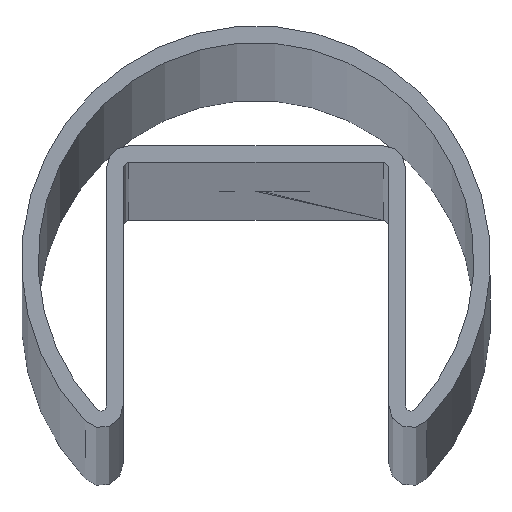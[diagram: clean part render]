
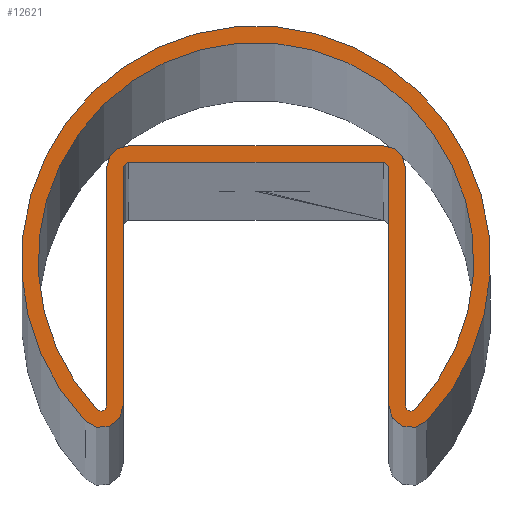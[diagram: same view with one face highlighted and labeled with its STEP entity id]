
A CAD part, top view. The second image highlights one B-rep face of the part: STEP entity #12621.
In plain terms, the highlighted planar face has unit normal (0, 0, 1).
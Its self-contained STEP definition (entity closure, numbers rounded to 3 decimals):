
#78 = DIRECTION ( 'NONE',  ( 0., 0., 1. ) ) ;
#243 = CARTESIAN_POINT ( 'NONE',  ( -12., 22.708, 1500. ) ) ;
#386 = LINE ( 'NONE', #15332, #788 ) ;
#779 = ORIENTED_EDGE ( 'NONE', *, *, #14772, .T. ) ;
#788 = VECTOR ( 'NONE', #16572, 1000. ) ;
#819 = CIRCLE ( 'NONE', #16513, 0.5 ) ;
#995 = CARTESIAN_POINT ( 'NONE',  ( -12., 1.208, 1500. ) ) ;
#1084 = CARTESIAN_POINT ( 'NONE',  ( -12., 1.208, 1500. ) ) ;
#1088 = AXIS2_PLACEMENT_3D ( 'NONE', #15206, #7464, #15163 ) ;
#1383 = EDGE_CURVE ( 'NONE', #3915, #16636, #1765, .T. ) ;
#1622 = DIRECTION ( 'NONE',  ( -1., 0., 0. ) ) ;
#1762 = LINE ( 'NONE', #3906, #7964 ) ;
#1765 = CIRCLE ( 'NONE', #16224, 2. ) ;
#2001 = LINE ( 'NONE', #1084, #15276 ) ;
#2041 = CARTESIAN_POINT ( 'NONE',  ( 14.365, 0.866, 1500. ) ) ;
#2169 = ORIENTED_EDGE ( 'NONE', *, *, #14650, .F. ) ;
#2417 = CIRCLE ( 'NONE', #7952, 0.5 ) ;
#2583 = CARTESIAN_POINT ( 'NONE',  ( 14., 1.208, 1500. ) ) ;
#2664 = PLANE ( 'NONE',  #9697 ) ;
#3051 = EDGE_CURVE ( 'NONE', #9783, #16278, #15820, .T. ) ;
#3319 = CARTESIAN_POINT ( 'NONE',  ( -14., 1.208, 1500. ) ) ;
#3453 = DIRECTION ( 'NONE',  ( -1., 0., 0. ) ) ;
#3553 = ORIENTED_EDGE ( 'NONE', *, *, #8486, .T. ) ;
#3569 = AXIS2_PLACEMENT_3D ( 'NONE', #11153, #8648, #3453 ) ;
#3582 = DIRECTION ( 'NONE',  ( 0., 0., -1. ) ) ;
#3691 = ORIENTED_EDGE ( 'NONE', *, *, #8184, .F. ) ;
#3736 = VERTEX_POINT ( 'NONE', #4432 ) ;
#3906 = CARTESIAN_POINT ( 'NONE',  ( 13.5, 1.208, 1500. ) ) ;
#3915 = VERTEX_POINT ( 'NONE', #12579 ) ;
#4156 = CARTESIAN_POINT ( 'NONE',  ( -11.5, 23.208, 1500. ) ) ;
#4213 = VERTEX_POINT ( 'NONE', #10471 ) ;
#4226 = EDGE_CURVE ( 'NONE', #9486, #4233, #12511, .T. ) ;
#4233 = VERTEX_POINT ( 'NONE', #8024 ) ;
#4432 = CARTESIAN_POINT ( 'NONE',  ( 11.5, 24.708, 1500. ) ) ;
#4590 = LINE ( 'NONE', #6673, #14058 ) ;
#5217 = DIRECTION ( 'NONE',  ( 0., -1., 0. ) ) ;
#5421 = DIRECTION ( 'NONE',  ( 0., 0., -1. ) ) ;
#5681 = CARTESIAN_POINT ( 'NONE',  ( 11.5, 23.208, 1500. ) ) ;
#5692 = AXIS2_PLACEMENT_3D ( 'NONE', #12344, #13537, #16122 ) ;
#6017 = DIRECTION ( 'NONE',  ( -1., 0., 0. ) ) ;
#6040 = CARTESIAN_POINT ( 'NONE',  ( -14.365, 0.866, 1500. ) ) ;
#6167 = CIRCLE ( 'NONE', #3569, 2. ) ;
#6262 = DIRECTION ( 'NONE',  ( -1., 0., 0. ) ) ;
#6294 = CARTESIAN_POINT ( 'NONE',  ( 15.458, -0.161, 1500. ) ) ;
#6371 = DIRECTION ( 'NONE',  ( 0., 0., -1. ) ) ;
#6471 = CARTESIAN_POINT ( 'NONE',  ( -14., 1.208, 1500. ) ) ;
#6507 = ORIENTED_EDGE ( 'NONE', *, *, #14577, .F. ) ;
#6673 = CARTESIAN_POINT ( 'NONE',  ( 12., 1.208, 1500. ) ) ;
#6927 = EDGE_CURVE ( 'NONE', #16278, #6946, #7377, .T. ) ;
#6946 = VERTEX_POINT ( 'NONE', #6040 ) ;
#7100 = CARTESIAN_POINT ( 'NONE',  ( 13.5, 1.208, 1500. ) ) ;
#7120 = DIRECTION ( 'NONE',  ( -1., 0., 0. ) ) ;
#7185 = VECTOR ( 'NONE', #10176, 1000. ) ;
#7270 = AXIS2_PLACEMENT_3D ( 'NONE', #15595, #13077, #10416 ) ;
#7366 = VECTOR ( 'NONE', #12996, 1000. ) ;
#7377 = CIRCLE ( 'NONE', #5692, 19.7 ) ;
#7448 = CARTESIAN_POINT ( 'NONE',  ( 14., 1.208, 1500. ) ) ;
#7464 = DIRECTION ( 'NONE',  ( 0., 0., 1. ) ) ;
#7613 = ORIENTED_EDGE ( 'NONE', *, *, #3051, .F. ) ;
#7924 = ORIENTED_EDGE ( 'NONE', *, *, #6927, .F. ) ;
#7952 = AXIS2_PLACEMENT_3D ( 'NONE', #15221, #3582, #6262 ) ;
#7958 = LINE ( 'NONE', #4156, #7366 ) ;
#7964 = VECTOR ( 'NONE', #5217, 1000. ) ;
#8024 = CARTESIAN_POINT ( 'NONE',  ( -15.458, -0.161, 1500. ) ) ;
#8095 = EDGE_CURVE ( 'NONE', #4233, #12853, #16634, .T. ) ;
#8184 = EDGE_CURVE ( 'NONE', #6946, #15220, #15234, .T. ) ;
#8206 = FACE_OUTER_BOUND ( 'NONE', #14226, .T. ) ;
#8213 = EDGE_CURVE ( 'NONE', #3736, #13588, #6167, .T. ) ;
#8321 = CARTESIAN_POINT ( 'NONE',  ( 13.5, 22.708, 1500. ) ) ;
#8486 = EDGE_CURVE ( 'NONE', #10967, #14041, #7958, .T. ) ;
#8648 = DIRECTION ( 'NONE',  ( 0., 0., -1. ) ) ;
#8763 = CIRCLE ( 'NONE', #9674, 2. ) ;
#9151 = DIRECTION ( 'NONE',  ( -1., 0., 0. ) ) ;
#9486 = VERTEX_POINT ( 'NONE', #6294 ) ;
#9636 = CARTESIAN_POINT ( 'NONE',  ( 12., 1.208, 1500. ) ) ;
#9658 = CARTESIAN_POINT ( 'NONE',  ( -13.5, 1.208, 1500. ) ) ;
#9674 = AXIS2_PLACEMENT_3D ( 'NONE', #7448, #11190, #6017 ) ;
#9697 = AXIS2_PLACEMENT_3D ( 'NONE', #6471, #6371, #14329 ) ;
#9777 = ORIENTED_EDGE ( 'NONE', *, *, #1383, .F. ) ;
#9783 = VERTEX_POINT ( 'NONE', #7100 ) ;
#9866 = EDGE_CURVE ( 'NONE', #16610, #9486, #8763, .T. ) ;
#10036 = LINE ( 'NONE', #16602, #7185 ) ;
#10176 = DIRECTION ( 'NONE',  ( 1., 0., 0. ) ) ;
#10416 = DIRECTION ( 'NONE',  ( 1., 0., 0. ) ) ;
#10421 = DIRECTION ( 'NONE',  ( 0., -1., 0. ) ) ;
#10471 = CARTESIAN_POINT ( 'NONE',  ( 12., 22.708, 1500. ) ) ;
#10663 = CARTESIAN_POINT ( 'NONE',  ( -11.5, 22.708, 1500. ) ) ;
#10914 = DIRECTION ( 'NONE',  ( 0., 0., 1. ) ) ;
#10931 = CARTESIAN_POINT ( 'NONE',  ( -11.5, 24.708, 1500. ) ) ;
#10967 = VERTEX_POINT ( 'NONE', #12719 ) ;
#11153 = CARTESIAN_POINT ( 'NONE',  ( 11.5, 22.708, 1500. ) ) ;
#11190 = DIRECTION ( 'NONE',  ( 0., 0., 1. ) ) ;
#11501 = AXIS2_PLACEMENT_3D ( 'NONE', #2583, #78, #11636 ) ;
#11562 = ORIENTED_EDGE ( 'NONE', *, *, #12880, .F. ) ;
#11580 = EDGE_LOOP ( 'NONE', ( #6507, #3691, #7924, #7613, #2169, #14200, #11562, #9777 ) ) ;
#11618 = ORIENTED_EDGE ( 'NONE', *, *, #8095, .T. ) ;
#11636 = DIRECTION ( 'NONE',  ( 1., 0., 0. ) ) ;
#11663 = FACE_BOUND ( 'NONE', #11580, .T. ) ;
#12241 = EDGE_CURVE ( 'NONE', #14206, #10967, #819, .T. ) ;
#12344 = CARTESIAN_POINT ( 'NONE',  ( 0., 14.347, 1500. ) ) ;
#12510 = EDGE_CURVE ( 'NONE', #14041, #4213, #2417, .T. ) ;
#12511 = CIRCLE ( 'NONE', #7270, 21.2 ) ;
#12579 = CARTESIAN_POINT ( 'NONE',  ( -13.5, 22.708, 1500. ) ) ;
#12596 = ORIENTED_EDGE ( 'NONE', *, *, #12241, .T. ) ;
#12621 = ADVANCED_FACE ( 'NONE', ( #11663, #8206 ), #2664, .F. ) ;
#12719 = CARTESIAN_POINT ( 'NONE',  ( -11.5, 23.208, 1500. ) ) ;
#12853 = VERTEX_POINT ( 'NONE', #995 ) ;
#12880 = EDGE_CURVE ( 'NONE', #16636, #3736, #10036, .T. ) ;
#12996 = DIRECTION ( 'NONE',  ( 1., 0., 0. ) ) ;
#13077 = DIRECTION ( 'NONE',  ( 0., 0., 1. ) ) ;
#13121 = CARTESIAN_POINT ( 'NONE',  ( -11.5, 22.708, 1500. ) ) ;
#13183 = EDGE_CURVE ( 'NONE', #12853, #14206, #2001, .T. ) ;
#13434 = ORIENTED_EDGE ( 'NONE', *, *, #4226, .T. ) ;
#13537 = DIRECTION ( 'NONE',  ( 0., 0., 1. ) ) ;
#13588 = VERTEX_POINT ( 'NONE', #8321 ) ;
#13723 = ORIENTED_EDGE ( 'NONE', *, *, #13183, .T. ) ;
#14041 = VERTEX_POINT ( 'NONE', #5681 ) ;
#14058 = VECTOR ( 'NONE', #10421, 1000. ) ;
#14200 = ORIENTED_EDGE ( 'NONE', *, *, #8213, .F. ) ;
#14206 = VERTEX_POINT ( 'NONE', #243 ) ;
#14226 = EDGE_LOOP ( 'NONE', ( #11618, #13723, #12596, #3553, #16455, #779, #14711, #13434 ) ) ;
#14329 = DIRECTION ( 'NONE',  ( -1., 0., 0. ) ) ;
#14455 = DIRECTION ( 'NONE',  ( 0., 0., -1. ) ) ;
#14577 = EDGE_CURVE ( 'NONE', #15220, #3915, #386, .T. ) ;
#14650 = EDGE_CURVE ( 'NONE', #13588, #9783, #1762, .T. ) ;
#14711 = ORIENTED_EDGE ( 'NONE', *, *, #9866, .T. ) ;
#14772 = EDGE_CURVE ( 'NONE', #4213, #16610, #4590, .T. ) ;
#15163 = DIRECTION ( 'NONE',  ( 1., 0., 0. ) ) ;
#15206 = CARTESIAN_POINT ( 'NONE',  ( -14., 1.208, 1500. ) ) ;
#15220 = VERTEX_POINT ( 'NONE', #9658 ) ;
#15221 = CARTESIAN_POINT ( 'NONE',  ( 11.5, 22.708, 1500. ) ) ;
#15234 = CIRCLE ( 'NONE', #1088, 0.5 ) ;
#15276 = VECTOR ( 'NONE', #16274, 1000. ) ;
#15332 = CARTESIAN_POINT ( 'NONE',  ( -13.5, 1.208, 1500. ) ) ;
#15595 = CARTESIAN_POINT ( 'NONE',  ( 0., 14.347, 1500. ) ) ;
#15820 = CIRCLE ( 'NONE', #11501, 0.5 ) ;
#16122 = DIRECTION ( 'NONE',  ( 1., 0., 0. ) ) ;
#16224 = AXIS2_PLACEMENT_3D ( 'NONE', #13121, #5421, #9151 ) ;
#16274 = DIRECTION ( 'NONE',  ( 0., 1., 0. ) ) ;
#16278 = VERTEX_POINT ( 'NONE', #2041 ) ;
#16376 = AXIS2_PLACEMENT_3D ( 'NONE', #3319, #10914, #7120 ) ;
#16455 = ORIENTED_EDGE ( 'NONE', *, *, #12510, .T. ) ;
#16513 = AXIS2_PLACEMENT_3D ( 'NONE', #10663, #14455, #1622 ) ;
#16572 = DIRECTION ( 'NONE',  ( 0., 1., 0. ) ) ;
#16602 = CARTESIAN_POINT ( 'NONE',  ( -11.5, 24.708, 1500. ) ) ;
#16610 = VERTEX_POINT ( 'NONE', #9636 ) ;
#16634 = CIRCLE ( 'NONE', #16376, 2. ) ;
#16636 = VERTEX_POINT ( 'NONE', #10931 ) ;
